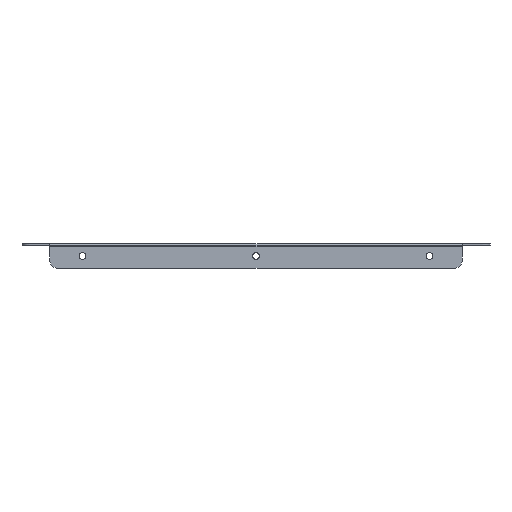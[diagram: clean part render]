
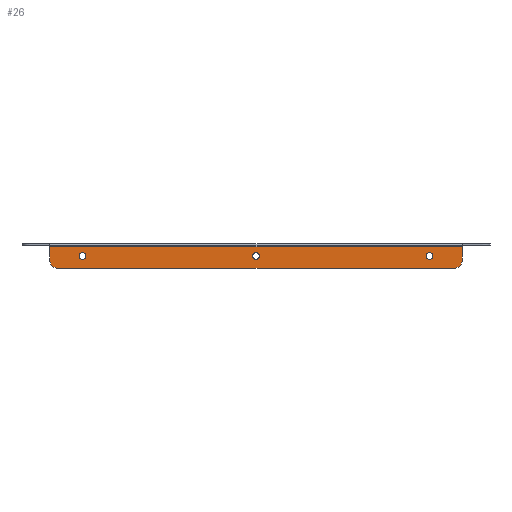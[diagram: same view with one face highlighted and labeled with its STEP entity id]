
A CAD part, front view. The second image highlights one B-rep face of the part: STEP entity #26.
In plain terms, the highlighted planar face has unit normal (0, -1, 0).
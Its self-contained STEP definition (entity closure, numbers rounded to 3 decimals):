
#26 = ADVANCED_FACE ( 'NONE', ( #921, #2082, #327, #2583 ), #1233, .F. ) ;
#30 = VERTEX_POINT ( 'NONE', #162 ) ;
#87 = CARTESIAN_POINT ( 'NONE',  ( 126.25, -299.8, -1.8 ) ) ;
#90 = AXIS2_PLACEMENT_3D ( 'NONE', #2395, #2209, #1374 ) ;
#91 = CIRCLE ( 'NONE', #2551, 2.1 ) ;
#127 = DIRECTION ( 'NONE',  ( 0., 0., 1. ) ) ;
#150 = CARTESIAN_POINT ( 'NONE',  ( 0., -299.8, 0. ) ) ;
#162 = CARTESIAN_POINT ( 'NONE',  ( 0., -299.8, -5.4 ) ) ;
#185 = LINE ( 'NONE', #2534, #1868 ) ;
#295 = DIRECTION ( 'NONE',  ( 1., 0., 0. ) ) ;
#317 = ORIENTED_EDGE ( 'NONE', *, *, #2387, .T. ) ;
#327 = FACE_BOUND ( 'NONE', #559, .T. ) ;
#338 = EDGE_CURVE ( 'NONE', #493, #795, #1910, .T. ) ;
#350 = CARTESIAN_POINT ( 'NONE',  ( -106.25, -299.8, -7.5 ) ) ;
#354 = DIRECTION ( 'NONE',  ( 0., 1., 0. ) ) ;
#368 = CARTESIAN_POINT ( 'NONE',  ( 106.25, -299.8, -5.4 ) ) ;
#466 = AXIS2_PLACEMENT_3D ( 'NONE', #1894, #2112, #805 ) ;
#471 = EDGE_CURVE ( 'NONE', #640, #498, #185, .T. ) ;
#482 = CARTESIAN_POINT ( 'NONE',  ( 106.25, -299.8, -9.6 ) ) ;
#493 = VERTEX_POINT ( 'NONE', #2078 ) ;
#498 = VERTEX_POINT ( 'NONE', #1027 ) ;
#512 = CIRCLE ( 'NONE', #2084, 5. ) ;
#559 = EDGE_LOOP ( 'NONE', ( #2135, #2375 ) ) ;
#568 = DIRECTION ( 'NONE',  ( 0., 0., 1. ) ) ;
#592 = EDGE_LOOP ( 'NONE', ( #317, #2664 ) ) ;
#609 = DIRECTION ( 'NONE',  ( 0., 1., 0. ) ) ;
#625 = EDGE_CURVE ( 'NONE', #493, #1500, #1460, .T. ) ;
#627 = CARTESIAN_POINT ( 'NONE',  ( -121.25, -299.8, -15. ) ) ;
#640 = VERTEX_POINT ( 'NONE', #627 ) ;
#653 = CIRCLE ( 'NONE', #1389, 2.1 ) ;
#671 = AXIS2_PLACEMENT_3D ( 'NONE', #150, #609, #127 ) ;
#674 = DIRECTION ( 'NONE',  ( 0., 0., 1. ) ) ;
#778 = DIRECTION ( 'NONE',  ( 1., 0., 0. ) ) ;
#795 = VERTEX_POINT ( 'NONE', #2631 ) ;
#805 = DIRECTION ( 'NONE',  ( 0., 0., 1. ) ) ;
#824 = DIRECTION ( 'NONE',  ( 0., 1., 0. ) ) ;
#836 = ORIENTED_EDGE ( 'NONE', *, *, #625, .T. ) ;
#869 = ORIENTED_EDGE ( 'NONE', *, *, #2832, .T. ) ;
#921 = FACE_BOUND ( 'NONE', #1755, .T. ) ;
#999 = CARTESIAN_POINT ( 'NONE',  ( -106.25, -299.8, -7.5 ) ) ;
#1007 = CIRCLE ( 'NONE', #90, 2.1 ) ;
#1027 = CARTESIAN_POINT ( 'NONE',  ( 121.25, -299.8, -15. ) ) ;
#1043 = CARTESIAN_POINT ( 'NONE',  ( 0., -299.8, -7.5 ) ) ;
#1172 = CIRCLE ( 'NONE', #2600, 2.1 ) ;
#1187 = CARTESIAN_POINT ( 'NONE',  ( 0., -299.8, -9.6 ) ) ;
#1203 = LINE ( 'NONE', #2546, #1808 ) ;
#1224 = VERTEX_POINT ( 'NONE', #2157 ) ;
#1233 = PLANE ( 'NONE',  #671 ) ;
#1236 = DIRECTION ( 'NONE',  ( 0., 0., 1. ) ) ;
#1237 = DIRECTION ( 'NONE',  ( 0., 0., 1. ) ) ;
#1290 = EDGE_CURVE ( 'NONE', #1485, #1770, #1650, .T. ) ;
#1296 = EDGE_LOOP ( 'NONE', ( #836, #2650, #1494, #2808, #869, #1771 ) ) ;
#1340 = CIRCLE ( 'NONE', #1941, 2.1 ) ;
#1374 = DIRECTION ( 'NONE',  ( 0., 0., 1. ) ) ;
#1389 = AXIS2_PLACEMENT_3D ( 'NONE', #1534, #1552, #674 ) ;
#1398 = DIRECTION ( 'NONE',  ( 0., 0., 1. ) ) ;
#1399 = VERTEX_POINT ( 'NONE', #2627 ) ;
#1432 = EDGE_CURVE ( 'NONE', #1770, #1485, #1007, .T. ) ;
#1460 = LINE ( 'NONE', #1495, #1824 ) ;
#1467 = AXIS2_PLACEMENT_3D ( 'NONE', #2597, #824, #2560 ) ;
#1485 = VERTEX_POINT ( 'NONE', #482 ) ;
#1494 = ORIENTED_EDGE ( 'NONE', *, *, #471, .T. ) ;
#1495 = CARTESIAN_POINT ( 'NONE',  ( -126.25, -299.8, 0. ) ) ;
#1500 = VERTEX_POINT ( 'NONE', #1802 ) ;
#1534 = CARTESIAN_POINT ( 'NONE',  ( 0., -299.8, -7.5 ) ) ;
#1552 = DIRECTION ( 'NONE',  ( 0., 1., 0. ) ) ;
#1580 = CIRCLE ( 'NONE', #466, 5. ) ;
#1650 = CIRCLE ( 'NONE', #1467, 2.1 ) ;
#1755 = EDGE_LOOP ( 'NONE', ( #2070, #1896 ) ) ;
#1770 = VERTEX_POINT ( 'NONE', #368 ) ;
#1771 = ORIENTED_EDGE ( 'NONE', *, *, #338, .F. ) ;
#1802 = CARTESIAN_POINT ( 'NONE',  ( -126.25, -299.8, -10. ) ) ;
#1808 = VECTOR ( 'NONE', #568, 1000. ) ;
#1824 = VECTOR ( 'NONE', #2354, 1000. ) ;
#1868 = VECTOR ( 'NONE', #778, 1000. ) ;
#1889 = DIRECTION ( 'NONE',  ( 0., 1., 0. ) ) ;
#1894 = CARTESIAN_POINT ( 'NONE',  ( 121.25, -299.8, -10. ) ) ;
#1896 = ORIENTED_EDGE ( 'NONE', *, *, #2799, .T. ) ;
#1910 = LINE ( 'NONE', #87, #2274 ) ;
#1941 = AXIS2_PLACEMENT_3D ( 'NONE', #999, #2706, #1398 ) ;
#1980 = EDGE_CURVE ( 'NONE', #2493, #1224, #1340, .T. ) ;
#1995 = VERTEX_POINT ( 'NONE', #1187 ) ;
#2070 = ORIENTED_EDGE ( 'NONE', *, *, #1980, .T. ) ;
#2078 = CARTESIAN_POINT ( 'NONE',  ( -126.25, -299.8, -1.8 ) ) ;
#2082 = FACE_BOUND ( 'NONE', #592, .T. ) ;
#2084 = AXIS2_PLACEMENT_3D ( 'NONE', #2509, #2746, #1236 ) ;
#2085 = EDGE_CURVE ( 'NONE', #1995, #30, #1172, .T. ) ;
#2112 = DIRECTION ( 'NONE',  ( 0., -1., 0. ) ) ;
#2135 = ORIENTED_EDGE ( 'NONE', *, *, #1432, .T. ) ;
#2157 = CARTESIAN_POINT ( 'NONE',  ( -106.25, -299.8, -9.6 ) ) ;
#2207 = EDGE_CURVE ( 'NONE', #1500, #640, #512, .T. ) ;
#2209 = DIRECTION ( 'NONE',  ( 0., 1., 0. ) ) ;
#2227 = EDGE_CURVE ( 'NONE', #498, #1399, #1580, .T. ) ;
#2274 = VECTOR ( 'NONE', #295, 1000. ) ;
#2354 = DIRECTION ( 'NONE',  ( 0., 0., -1. ) ) ;
#2375 = ORIENTED_EDGE ( 'NONE', *, *, #1290, .T. ) ;
#2387 = EDGE_CURVE ( 'NONE', #30, #1995, #653, .T. ) ;
#2395 = CARTESIAN_POINT ( 'NONE',  ( 106.25, -299.8, -7.5 ) ) ;
#2414 = CARTESIAN_POINT ( 'NONE',  ( -106.25, -299.8, -5.4 ) ) ;
#2493 = VERTEX_POINT ( 'NONE', #2414 ) ;
#2509 = CARTESIAN_POINT ( 'NONE',  ( -121.25, -299.8, -10. ) ) ;
#2534 = CARTESIAN_POINT ( 'NONE',  ( 0., -299.8, -15. ) ) ;
#2546 = CARTESIAN_POINT ( 'NONE',  ( 126.25, -299.8, 0. ) ) ;
#2551 = AXIS2_PLACEMENT_3D ( 'NONE', #350, #1889, #2755 ) ;
#2560 = DIRECTION ( 'NONE',  ( 0., 0., 1. ) ) ;
#2583 = FACE_OUTER_BOUND ( 'NONE', #1296, .T. ) ;
#2597 = CARTESIAN_POINT ( 'NONE',  ( 106.25, -299.8, -7.5 ) ) ;
#2600 = AXIS2_PLACEMENT_3D ( 'NONE', #1043, #354, #1237 ) ;
#2627 = CARTESIAN_POINT ( 'NONE',  ( 126.25, -299.8, -10. ) ) ;
#2631 = CARTESIAN_POINT ( 'NONE',  ( 126.25, -299.8, -1.8 ) ) ;
#2650 = ORIENTED_EDGE ( 'NONE', *, *, #2207, .T. ) ;
#2664 = ORIENTED_EDGE ( 'NONE', *, *, #2085, .T. ) ;
#2706 = DIRECTION ( 'NONE',  ( 0., 1., 0. ) ) ;
#2746 = DIRECTION ( 'NONE',  ( 0., -1., 0. ) ) ;
#2755 = DIRECTION ( 'NONE',  ( 0., 0., 1. ) ) ;
#2799 = EDGE_CURVE ( 'NONE', #1224, #2493, #91, .T. ) ;
#2808 = ORIENTED_EDGE ( 'NONE', *, *, #2227, .T. ) ;
#2832 = EDGE_CURVE ( 'NONE', #1399, #795, #1203, .T. ) ;
